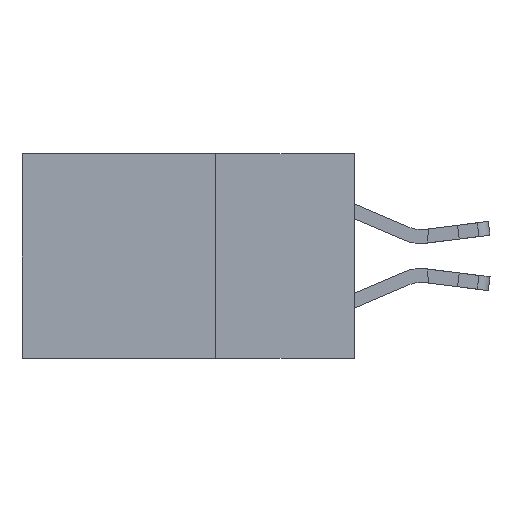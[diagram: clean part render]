
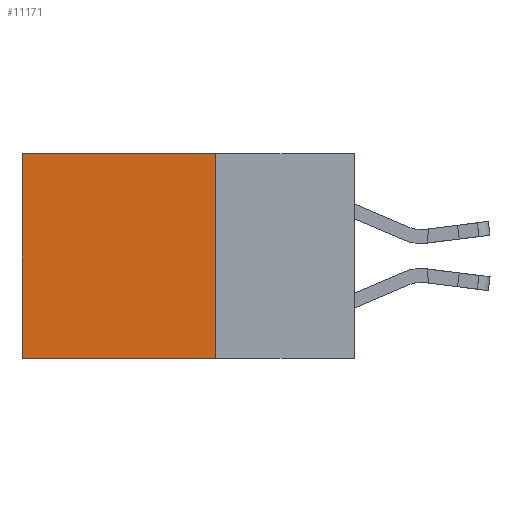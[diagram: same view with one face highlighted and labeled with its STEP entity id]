
A CAD part, left-side view. The second image highlights one B-rep face of the part: STEP entity #11171.
In plain terms, the highlighted planar face has unit normal (-1, 0, 0).
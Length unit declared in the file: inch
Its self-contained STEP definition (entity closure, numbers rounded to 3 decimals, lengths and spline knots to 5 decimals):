
#534 = VERTEX_POINT ( 'NONE', #11143 ) ;
#1084 = LINE ( 'NONE', #6760, #10493 ) ;
#1123 = DIRECTION ( 'NONE',  ( 0., 1., 0. ) ) ;
#1714 = DIRECTION ( 'NONE',  ( 0., 0., -1. ) ) ;
#1759 = VERTEX_POINT ( 'NONE', #10433 ) ;
#1763 = DIRECTION ( 'NONE',  ( 0., 0., -1. ) ) ;
#1972 = VECTOR ( 'NONE', #2682, 39.37008 ) ;
#2034 = CARTESIAN_POINT ( 'NONE',  ( 0.2615, 0.6, 0. ) ) ;
#2335 = ORIENTED_EDGE ( 'NONE', *, *, #11094, .T. ) ;
#2682 = DIRECTION ( 'NONE',  ( 0., 1., 0. ) ) ;
#3600 = CARTESIAN_POINT ( 'NONE',  ( 0.2615, 0.6, -0.37 ) ) ;
#3824 = PLANE ( 'NONE',  #3914 ) ;
#3874 = FACE_OUTER_BOUND ( 'NONE', #5903, .T. ) ;
#3914 = AXIS2_PLACEMENT_3D ( 'NONE', #7387, #10414, #4769 ) ;
#4441 = VERTEX_POINT ( 'NONE', #2034 ) ;
#4769 = DIRECTION ( 'NONE',  ( 0., 0., -1. ) ) ;
#4793 = ORIENTED_EDGE ( 'NONE', *, *, #5516, .F. ) ;
#5516 = EDGE_CURVE ( 'NONE', #1759, #534, #11167, .T. ) ;
#5903 = EDGE_LOOP ( 'NONE', ( #2335, #6315, #4793, #10511 ) ) ;
#6206 = VECTOR ( 'NONE', #1763, 39.37008 ) ;
#6315 = ORIENTED_EDGE ( 'NONE', *, *, #11234, .F. ) ;
#6760 = CARTESIAN_POINT ( 'NONE',  ( 0.2615, 0.25, -0.37 ) ) ;
#7387 = CARTESIAN_POINT ( 'NONE',  ( 0.2615, 0.25, -0.37 ) ) ;
#7871 = VECTOR ( 'NONE', #1714, 39.37008 ) ;
#8332 = CARTESIAN_POINT ( 'NONE',  ( 0.2615, 0.25, 0. ) ) ;
#9191 = LINE ( 'NONE', #8332, #1972 ) ;
#10414 = DIRECTION ( 'NONE',  ( 1., 0., 0. ) ) ;
#10433 = CARTESIAN_POINT ( 'NONE',  ( 0.2615, 0.25, 0. ) ) ;
#10493 = VECTOR ( 'NONE', #1123, 39.37008 ) ;
#10511 = ORIENTED_EDGE ( 'NONE', *, *, #11131, .T. ) ;
#10629 = LINE ( 'NONE', #3600, #7871 ) ;
#10805 = CARTESIAN_POINT ( 'NONE',  ( 0.2615, 0.6, -0.37 ) ) ;
#10892 = VERTEX_POINT ( 'NONE', #10805 ) ;
#11094 = EDGE_CURVE ( 'NONE', #4441, #10892, #10629, .T. ) ;
#11096 = CARTESIAN_POINT ( 'NONE',  ( 0.2615, 0.25, -0.37 ) ) ;
#11131 = EDGE_CURVE ( 'NONE', #1759, #4441, #9191, .T. ) ;
#11143 = CARTESIAN_POINT ( 'NONE',  ( 0.2615, 0.25, -0.37 ) ) ;
#11167 = LINE ( 'NONE', #11096, #6206 ) ;
#11171 = ADVANCED_FACE ( 'NONE', ( #3874 ), #3824, .F. ) ;
#11234 = EDGE_CURVE ( 'NONE', #534, #10892, #1084, .T. ) ;
